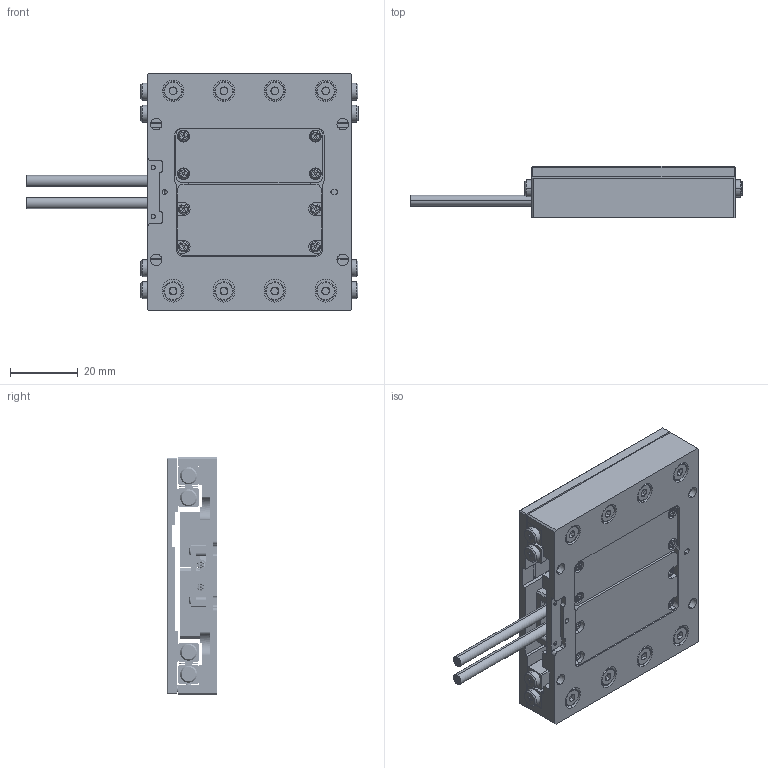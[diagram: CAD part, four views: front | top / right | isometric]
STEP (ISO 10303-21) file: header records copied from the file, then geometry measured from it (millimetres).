
FILE_DESCRIPTION (( 'STEP AP214' ), '1' );
FILE_NAME ('PPS-70-11XXX.STEP', '2025-01-15T22:30:17', ( '' ), ( '' ), 'SwSTEP 2.0', 'SolidWorks 2023', '' );
FILE_SCHEMA (( 'AUTOMOTIVE_DESIGN' ));
Length unit declared in the file: millimetre
Products named in the file (15): Screw, SHCS-L, M-DIN_M3 x 0.5 x 08mm; 130325 Bearing, Slide Way, NB, SV2000_SV 2060; SCREW, MS-PPH, M-JCIS_M2 x 0.4 x 3mm; PPS-70,  Base_Master Part_L60; Cooner Black Cable_L40; Set Screw, Cup-H, E-ASME_E1-72 x 1''8; PPS-70, Cable Exit Clamp_DEMO; PPS-70, Carriage_Master Part_60; 431897 Double Piezo Motor Bracket, Std PPS-70_DEMO; PPS-70-11XXX; Cage, Slide Way, NB, SV2000_SV 2060-11Z; Screw, SHCS-L, M-DIN_M3 x 0.5 x 06mm; 431680 PPS-50, Base Cavity Cover_DEMO; SCREW, MS-PPH, M-JCIS_M2 x 0.4 x 4mm; SCREW, MS-PPH, M-JCIS_M1.6 x 0.35 x 6mm
Assembly tree (44 placements, depth 2):
  PPS-70-11XXX
    PPS-70,  Base_Master Part_L60
    PPS-70, Carriage_Master Part_60
    130325 Bearing, Slide Way, NB, SV2000_SV 2060  x4
    Cage, Slide Way, NB, SV2000_SV 2060-11Z  x2
    SCREW, MS-PPH, M-JCIS_M2 x 0.4 x 4mm  x5
    Screw, SHCS-L, M-DIN_M3 x 0.5 x 06mm  x8
    Screw, SHCS-L, M-DIN_M3 x 0.5 x 08mm  x8
    Set Screw, Cup-H, E-ASME_E1-72 x 1''8  x4
    431897 Double Piezo Motor Bracket, Std PPS-70_DEMO
    SCREW, MS-PPH, M-JCIS_M2 x 0.4 x 3mm  x4
    431680 PPS-50, Base Cavity Cover_DEMO
    Cooner Black Cable_L40  x2
    PPS-70, Cable Exit Clamp_DEMO
    SCREW, MS-PPH, M-JCIS_M1.6 x 0.35 x 6mm  x2
Bounding box: 97.85 x 15 x 70 mm (x, y, z)
Volume: 46443.2 mm3; surface area: 41106.3 mm2
Topology: 70 solids, 70 shells, 2101 faces, 4960 edges, 3060 vertices
Faces by surface type: plane 928, cylinder 633, cone 298, torus 194, bspline 48
Entity records: 73546 total; most frequent: CARTESIAN_POINT 50488, DIRECTION 4787, ORIENTED_EDGE 4544, EDGE_CURVE 2272, AXIS2_PLACEMENT_3D 1744, VERTEX_POINT 1467, VECTOR 1299, LINE 1299
